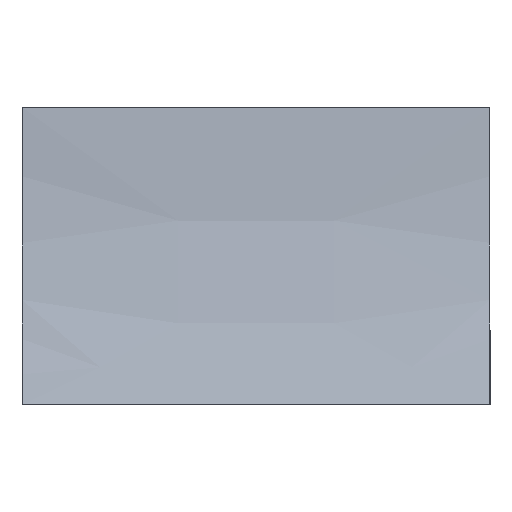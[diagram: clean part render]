
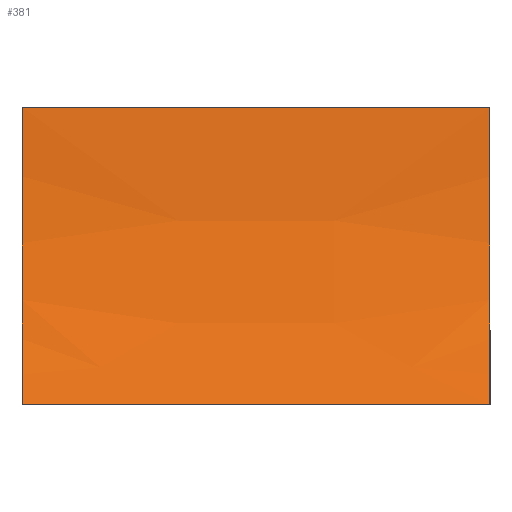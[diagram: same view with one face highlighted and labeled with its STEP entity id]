
A CAD part, left-side view. The second image highlights one B-rep face of the part: STEP entity #381.
In plain terms, the highlighted face is a extrusion surface.
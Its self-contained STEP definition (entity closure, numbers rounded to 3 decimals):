
#381=ADVANCED_FACE('',(#640),#642,.T.);
#640=FACE_BOUND('',#641,.T.);
#641=EDGE_LOOP('',(#813,#814,#815,#816));
#642=SURFACE_OF_LINEAR_EXTRUSION('',#643,#644);
#643=B_SPLINE_CURVE_WITH_KNOTS('',3,
(#817,#818,#819,#820),
.UNSPECIFIED.,.F.,.F.,
(4,4),
(0.,1.),
.UNSPECIFIED.);
#644=VECTOR('',#645,3.3);
#645=DIRECTION('',(0.,1.,0.));
#813=ORIENTED_EDGE('',*,*,#904,.T.);
#814=ORIENTED_EDGE('',*,*,#905,.T.);
#815=ORIENTED_EDGE('',*,*,#906,.F.);
#816=ORIENTED_EDGE('',*,*,#901,.F.);
#817=CARTESIAN_POINT('',(-3.2,-3.3,0.));
#818=CARTESIAN_POINT('',(-2.684,-3.3,0.478));
#819=CARTESIAN_POINT('',(-2.48,-3.3,1.285));
#820=CARTESIAN_POINT('',(-2.4,-3.3,2.1));
#901=EDGE_CURVE('',#1025,#1027,#1028,.T.);
#904=EDGE_CURVE('',#1025,#1032,#1033,.T.);
#905=EDGE_CURVE('',#1032,#1034,#1035,.T.);
#906=EDGE_CURVE('',#1027,#1034,#1036,.T.);
#1025=VERTEX_POINT('',#1295);
#1027=VERTEX_POINT('',#1299);
#1028=LINE('',#1300,#1301);
#1032=VERTEX_POINT('',#1310);
#1033=B_SPLINE_CURVE_WITH_KNOTS('',3,
(#1311,#1312,#1313,#1314),
.UNSPECIFIED.,.F.,.F.,
(4,4),
(0.,1.),
.UNSPECIFIED.);
#1034=VERTEX_POINT('',#1315);
#1035=LINE('',#1316,#1317);
#1036=B_SPLINE_CURVE_WITH_KNOTS('',3,
(#1319,#1320,#1321,#1322),
.UNSPECIFIED.,.F.,.F.,
(4,4),
(0.,1.),
.UNSPECIFIED.);
#1295=CARTESIAN_POINT('',(-3.2,-3.3,0.));
#1299=CARTESIAN_POINT('',(-3.2,0.,0.));
#1300=CARTESIAN_POINT('',(-3.2,-3.3,0.));
#1301=VECTOR('',#1302,1.);
#1302=DIRECTION('',(0.,1.,0.));
#1310=CARTESIAN_POINT('',(-2.4,-3.3,2.1));
#1311=CARTESIAN_POINT('',(-3.2,-3.3,0.));
#1312=CARTESIAN_POINT('',(-2.684,-3.3,0.478));
#1313=CARTESIAN_POINT('',(-2.48,-3.3,1.285));
#1314=CARTESIAN_POINT('',(-2.4,-3.3,2.1));
#1315=CARTESIAN_POINT('',(-2.4,0.,2.1));
#1316=CARTESIAN_POINT('',(-2.4,-3.3,2.1));
#1317=VECTOR('',#1318,1.);
#1318=DIRECTION('',(0.,1.,0.));
#1319=CARTESIAN_POINT('',(-3.2,0.,0.));
#1320=CARTESIAN_POINT('',(-2.684,0.,0.478));
#1321=CARTESIAN_POINT('',(-2.48,0.,1.285));
#1322=CARTESIAN_POINT('',(-2.4,0.,2.1));
